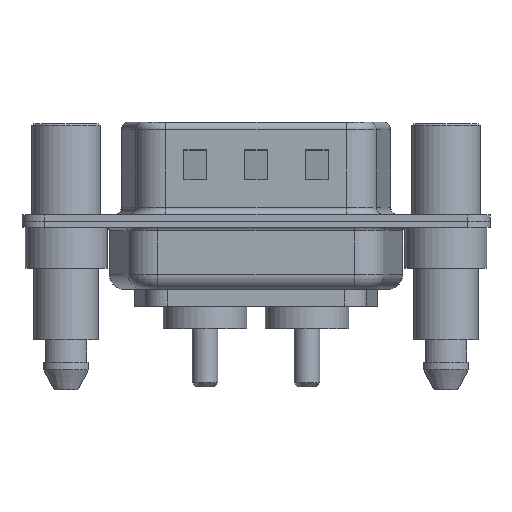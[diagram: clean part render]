
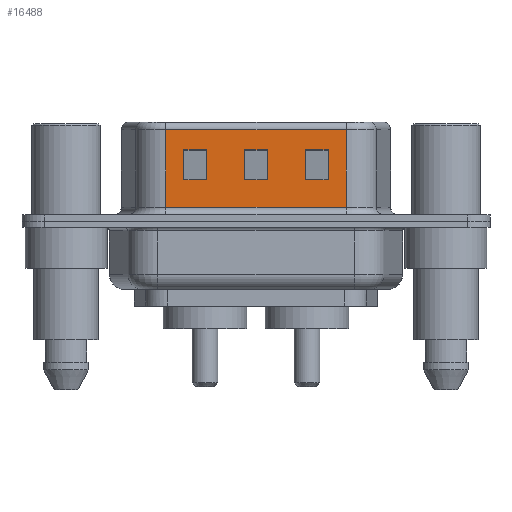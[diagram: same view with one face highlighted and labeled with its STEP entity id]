
A CAD part, front view. The second image highlights one B-rep face of the part: STEP entity #16488.
In plain terms, the highlighted planar face has unit normal (0, -1, 0).
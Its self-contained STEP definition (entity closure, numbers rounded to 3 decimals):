
#70 = ORIENTED_EDGE ( 'NONE', *, *, #5578, .T. ) ;
#141 = CARTESIAN_POINT ( 'NONE',  ( 22.45, -4.58, 4.705 ) ) ;
#336 = DIRECTION ( 'NONE',  ( -1., 0., 0. ) ) ;
#343 = DIRECTION ( 'NONE',  ( -1., 0., 0. ) ) ;
#455 = AXIS2_PLACEMENT_3D ( 'NONE', #17522, #9296, #1040 ) ;
#591 = CARTESIAN_POINT ( 'NONE',  ( 15.75, -4.58, 6.52 ) ) ;
#628 = CARTESIAN_POINT ( 'NONE',  ( 13.25, -4.58, 4.705 ) ) ;
#646 = DIRECTION ( 'NONE',  ( 0., 0., -1. ) ) ;
#684 = EDGE_CURVE ( 'NONE', #8298, #10038, #13328, .T. ) ;
#790 = DIRECTION ( 'NONE',  ( 1., 0., 0. ) ) ;
#1040 = DIRECTION ( 'NONE',  ( 0., 0., 1. ) ) ;
#1406 = DIRECTION ( 'NONE',  ( 0., 0., -1. ) ) ;
#1506 = EDGE_CURVE ( 'NONE', #2140, #14052, #10118, .T. ) ;
#1561 = CARTESIAN_POINT ( 'NONE',  ( 6.55, -4.58, 6.52 ) ) ;
#1894 = CARTESIAN_POINT ( 'NONE',  ( 18.45, -4.58, 4.705 ) ) ;
#1902 = DIRECTION ( 'NONE',  ( 1., 0., 0. ) ) ;
#2002 = VECTOR ( 'NONE', #343, 1000. ) ;
#2007 = ORIENTED_EDGE ( 'NONE', *, *, #684, .F. ) ;
#2073 = CARTESIAN_POINT ( 'NONE',  ( 18.45, -4.58, 6.02 ) ) ;
#2140 = VERTEX_POINT ( 'NONE', #12912 ) ;
#2218 = CARTESIAN_POINT ( 'NONE',  ( 6.55, -4.58, 6.02 ) ) ;
#2356 = PLANE ( 'NONE',  #455 ) ;
#2553 = EDGE_LOOP ( 'NONE', ( #5136, #9908, #10023, #12315 ) ) ;
#2560 = CARTESIAN_POINT ( 'NONE',  ( 17.25, -4.58, 6.52 ) ) ;
#2614 = LINE ( 'NONE', #13688, #13139 ) ;
#2636 = LINE ( 'NONE', #7192, #5895 ) ;
#2769 = DIRECTION ( 'NONE',  ( 0., 0., 1. ) ) ;
#3326 = EDGE_CURVE ( 'NONE', #14035, #6624, #16090, .T. ) ;
#3650 = EDGE_LOOP ( 'NONE', ( #8421, #13557, #16747, #17475 ) ) ;
#3758 = CARTESIAN_POINT ( 'NONE',  ( 22.45, -4.58, 2.705 ) ) ;
#3766 = CARTESIAN_POINT ( 'NONE',  ( 17.25, -4.58, 4.705 ) ) ;
#3826 = FACE_OUTER_BOUND ( 'NONE', #5199, .T. ) ;
#3828 = LINE ( 'NONE', #591, #10308 ) ;
#3952 = DIRECTION ( 'NONE',  ( 1., 0., 0. ) ) ;
#4106 = VECTOR ( 'NONE', #13553, 1000. ) ;
#4168 = VERTEX_POINT ( 'NONE', #13913 ) ;
#4270 = FACE_BOUND ( 'NONE', #2553, .T. ) ;
#4369 = VERTEX_POINT ( 'NONE', #13234 ) ;
#4563 = ORIENTED_EDGE ( 'NONE', *, *, #14156, .T. ) ;
#4592 = VERTEX_POINT ( 'NONE', #13471 ) ;
#4764 = CARTESIAN_POINT ( 'NONE',  ( 6.55, -4.58, 0.9 ) ) ;
#4808 = VERTEX_POINT ( 'NONE', #7097 ) ;
#4954 = CARTESIAN_POINT ( 'NONE',  ( 7.75, -4.58, 2.705 ) ) ;
#5006 = VERTEX_POINT ( 'NONE', #5984 ) ;
#5135 = VECTOR ( 'NONE', #1902, 1000. ) ;
#5136 = ORIENTED_EDGE ( 'NONE', *, *, #12881, .T. ) ;
#5199 = EDGE_LOOP ( 'NONE', ( #2007, #5219, #4563, #11339 ) ) ;
#5219 = ORIENTED_EDGE ( 'NONE', *, *, #10561, .T. ) ;
#5221 = EDGE_CURVE ( 'NONE', #6624, #5006, #12377, .T. ) ;
#5578 = EDGE_CURVE ( 'NONE', #4168, #4369, #16679, .T. ) ;
#5764 = ORIENTED_EDGE ( 'NONE', *, *, #7402, .T. ) ;
#5828 = CARTESIAN_POINT ( 'NONE',  ( 18.45, -4.58, 6.02 ) ) ;
#5895 = VECTOR ( 'NONE', #336, 1000. ) ;
#5984 = CARTESIAN_POINT ( 'NONE',  ( 13.25, -4.58, 2.705 ) ) ;
#6140 = VERTEX_POINT ( 'NONE', #4764 ) ;
#6363 = VERTEX_POINT ( 'NONE', #10553 ) ;
#6624 = VERTEX_POINT ( 'NONE', #628 ) ;
#6988 = LINE ( 'NONE', #7846, #17492 ) ;
#7029 = VECTOR ( 'NONE', #2769, 1000. ) ;
#7053 = CARTESIAN_POINT ( 'NONE',  ( 13.25, -4.58, 6.52 ) ) ;
#7072 = EDGE_CURVE ( 'NONE', #5006, #6363, #6988, .T. ) ;
#7097 = CARTESIAN_POINT ( 'NONE',  ( 17.25, -4.58, 2.705 ) ) ;
#7192 = CARTESIAN_POINT ( 'NONE',  ( 14.45, -4.58, 2.705 ) ) ;
#7402 = EDGE_CURVE ( 'NONE', #4369, #8909, #2636, .T. ) ;
#7515 = FACE_BOUND ( 'NONE', #3650, .T. ) ;
#7648 = VECTOR ( 'NONE', #1406, 1000. ) ;
#7745 = DIRECTION ( 'NONE',  ( 1., 0., 0. ) ) ;
#7846 = CARTESIAN_POINT ( 'NONE',  ( 18.45, -4.58, 2.705 ) ) ;
#7904 = CARTESIAN_POINT ( 'NONE',  ( 11.75, -4.58, 4.705 ) ) ;
#7989 = EDGE_CURVE ( 'NONE', #6363, #14035, #2614, .T. ) ;
#8116 = VECTOR ( 'NONE', #790, 1000. ) ;
#8298 = VERTEX_POINT ( 'NONE', #2073 ) ;
#8421 = ORIENTED_EDGE ( 'NONE', *, *, #3326, .T. ) ;
#8768 = CARTESIAN_POINT ( 'NONE',  ( 18.45, -4.58, 0.9 ) ) ;
#8792 = CARTESIAN_POINT ( 'NONE',  ( 15.75, -4.58, 2.705 ) ) ;
#8888 = EDGE_CURVE ( 'NONE', #6140, #10038, #11717, .T. ) ;
#8908 = CARTESIAN_POINT ( 'NONE',  ( 9.25, -4.58, 6.52 ) ) ;
#8909 = VERTEX_POINT ( 'NONE', #4954 ) ;
#9230 = EDGE_CURVE ( 'NONE', #8909, #4592, #10647, .T. ) ;
#9296 = DIRECTION ( 'NONE',  ( 0., 1., 0. ) ) ;
#9318 = VECTOR ( 'NONE', #7745, 1000. ) ;
#9529 = VERTEX_POINT ( 'NONE', #2218 ) ;
#9854 = VECTOR ( 'NONE', #13384, 1000. ) ;
#9908 = ORIENTED_EDGE ( 'NONE', *, *, #15654, .T. ) ;
#10023 = ORIENTED_EDGE ( 'NONE', *, *, #17520, .T. ) ;
#10038 = VERTEX_POINT ( 'NONE', #8768 ) ;
#10118 = LINE ( 'NONE', #141, #13331 ) ;
#10308 = VECTOR ( 'NONE', #11577, 1000. ) ;
#10553 = CARTESIAN_POINT ( 'NONE',  ( 11.75, -4.58, 2.705 ) ) ;
#10561 = EDGE_CURVE ( 'NONE', #8298, #9529, #15761, .T. ) ;
#10647 = LINE ( 'NONE', #13765, #7029 ) ;
#11069 = EDGE_CURVE ( 'NONE', #4592, #4168, #13381, .T. ) ;
#11160 = FACE_BOUND ( 'NONE', #16729, .T. ) ;
#11339 = ORIENTED_EDGE ( 'NONE', *, *, #8888, .T. ) ;
#11415 = LINE ( 'NONE', #2560, #4106 ) ;
#11577 = DIRECTION ( 'NONE',  ( 0., 0., 1. ) ) ;
#11717 = LINE ( 'NONE', #17264, #8116 ) ;
#11800 = CARTESIAN_POINT ( 'NONE',  ( 18.45, -4.58, 6.52 ) ) ;
#12315 = ORIENTED_EDGE ( 'NONE', *, *, #1506, .T. ) ;
#12377 = LINE ( 'NONE', #7053, #16478 ) ;
#12459 = VECTOR ( 'NONE', #15177, 1000. ) ;
#12550 = DIRECTION ( 'NONE',  ( 0., 0., -1. ) ) ;
#12868 = LINE ( 'NONE', #1561, #16563 ) ;
#12881 = EDGE_CURVE ( 'NONE', #14052, #4808, #11415, .T. ) ;
#12912 = CARTESIAN_POINT ( 'NONE',  ( 15.75, -4.58, 4.705 ) ) ;
#13139 = VECTOR ( 'NONE', #15068, 1000. ) ;
#13234 = CARTESIAN_POINT ( 'NONE',  ( 9.25, -4.58, 2.705 ) ) ;
#13328 = LINE ( 'NONE', #11800, #12459 ) ;
#13331 = VECTOR ( 'NONE', #3952, 1000. ) ;
#13381 = LINE ( 'NONE', #15967, #9318 ) ;
#13384 = DIRECTION ( 'NONE',  ( -1., 0., 0. ) ) ;
#13471 = CARTESIAN_POINT ( 'NONE',  ( 7.75, -4.58, 4.705 ) ) ;
#13488 = LINE ( 'NONE', #3758, #9854 ) ;
#13553 = DIRECTION ( 'NONE',  ( 0., 0., -1. ) ) ;
#13557 = ORIENTED_EDGE ( 'NONE', *, *, #5221, .T. ) ;
#13688 = CARTESIAN_POINT ( 'NONE',  ( 11.75, -4.58, 6.52 ) ) ;
#13765 = CARTESIAN_POINT ( 'NONE',  ( 7.75, -4.58, 6.52 ) ) ;
#13835 = VERTEX_POINT ( 'NONE', #8792 ) ;
#13913 = CARTESIAN_POINT ( 'NONE',  ( 9.25, -4.58, 4.705 ) ) ;
#14035 = VERTEX_POINT ( 'NONE', #7904 ) ;
#14052 = VERTEX_POINT ( 'NONE', #3766 ) ;
#14156 = EDGE_CURVE ( 'NONE', #9529, #6140, #12868, .T. ) ;
#14480 = ORIENTED_EDGE ( 'NONE', *, *, #11069, .T. ) ;
#15068 = DIRECTION ( 'NONE',  ( 0., 0., 1. ) ) ;
#15177 = DIRECTION ( 'NONE',  ( 0., 0., -1. ) ) ;
#15654 = EDGE_CURVE ( 'NONE', #4808, #13835, #13488, .T. ) ;
#15698 = DIRECTION ( 'NONE',  ( -1., 0., 0. ) ) ;
#15761 = LINE ( 'NONE', #5828, #2002 ) ;
#15967 = CARTESIAN_POINT ( 'NONE',  ( 14.45, -4.58, 4.705 ) ) ;
#16090 = LINE ( 'NONE', #1894, #5135 ) ;
#16312 = ORIENTED_EDGE ( 'NONE', *, *, #9230, .T. ) ;
#16478 = VECTOR ( 'NONE', #646, 1000. ) ;
#16488 = ADVANCED_FACE ( 'NONE', ( #11160, #4270, #7515, #3826 ), #2356, .F. ) ;
#16563 = VECTOR ( 'NONE', #12550, 1000. ) ;
#16679 = LINE ( 'NONE', #8908, #7648 ) ;
#16729 = EDGE_LOOP ( 'NONE', ( #70, #5764, #16312, #14480 ) ) ;
#16747 = ORIENTED_EDGE ( 'NONE', *, *, #7072, .T. ) ;
#17264 = CARTESIAN_POINT ( 'NONE',  ( 18.45, -4.58, 0.9 ) ) ;
#17475 = ORIENTED_EDGE ( 'NONE', *, *, #7989, .T. ) ;
#17492 = VECTOR ( 'NONE', #15698, 1000. ) ;
#17520 = EDGE_CURVE ( 'NONE', #13835, #2140, #3828, .T. ) ;
#17522 = CARTESIAN_POINT ( 'NONE',  ( 18.45, -4.58, 6.52 ) ) ;
